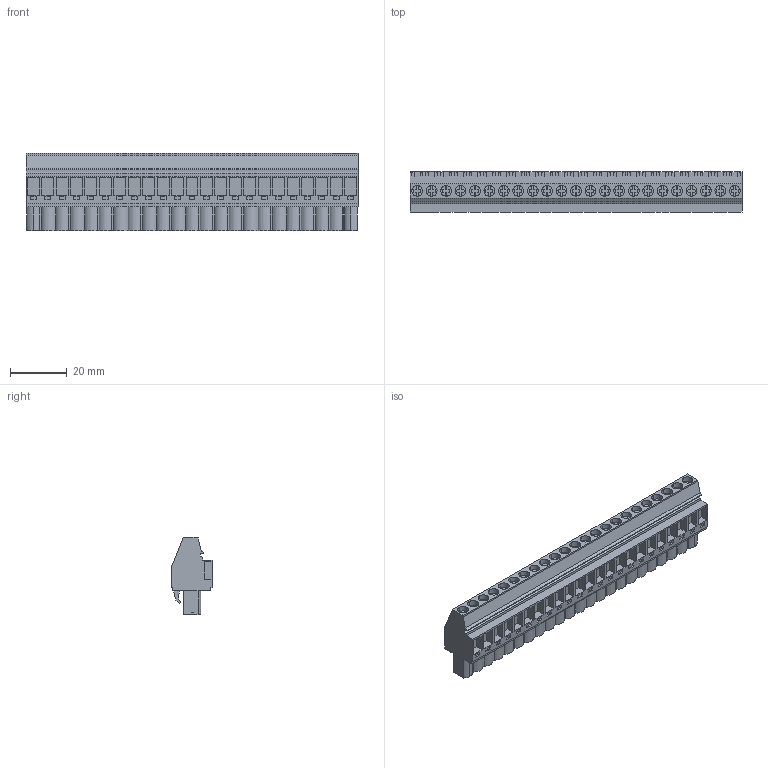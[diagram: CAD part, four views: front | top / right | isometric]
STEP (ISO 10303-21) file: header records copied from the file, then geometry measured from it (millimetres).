
FILE_DESCRIPTION(('CATIA V5 STEP','CAx-IF Rec.Pracs.--- Model Styling and Organization---1.2---2011-12-15'),'2;1');
FILE_NAME ('D1460141_0_1949000000_1949000000.stp','2017-09-09T07:53:59+00:00',('none'),('Weidmueller'),'CATIA Version 5-6 Release 2014','CATIA V5 STEP AP214','none');
FILE_SCHEMA(('AUTOMOTIVE_DESIGN { 1 0 10303 214 1 1 1 1 }'));
Length unit declared in the file: millimetre
Products named in the file (1): 1949000000
Bounding box: 116.84 x 14.1 x 27.1 mm (x, y, z)
Volume: 26490 mm3; surface area: 15225 mm2
Topology: 24 solids, 24 shells, 1468 faces, 4127 edges, 2800 vertices
Faces by surface type: plane 1259, cylinder 205, extrusion 4
Entity records: 44260 total; most frequent: CARTESIAN_POINT 8520, ORIENTED_EDGE 8254, DIRECTION 5865, EDGE_CURVE 4127, VECTOR 3621, LINE 3617, VERTEX_POINT 2800, EDGE_LOOP 1563
